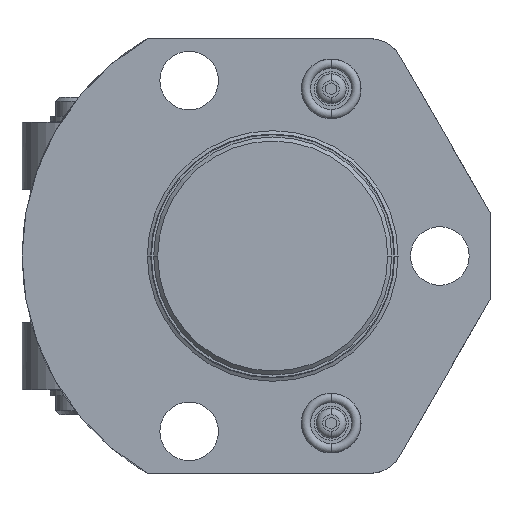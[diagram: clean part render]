
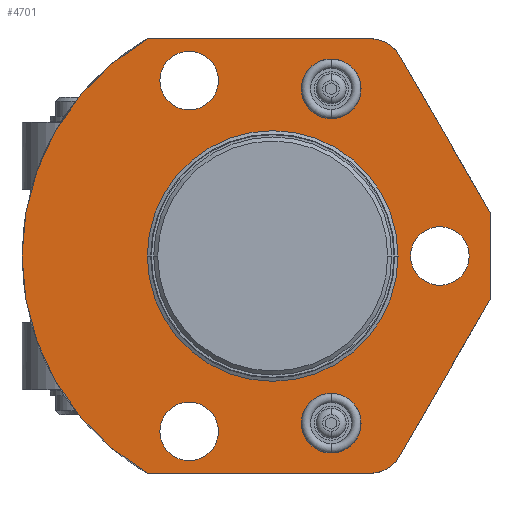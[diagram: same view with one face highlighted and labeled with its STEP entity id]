
A CAD part, front view. The second image highlights one B-rep face of the part: STEP entity #4701.
In plain terms, the highlighted planar face has unit normal (0, -1, 0).
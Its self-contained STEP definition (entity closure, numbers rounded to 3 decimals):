
#64=CARTESIAN_POINT('',(0.,0.,0.));
#65=DIRECTION('',(0.,-1.,0.));
#66=DIRECTION('',(-0.499,0.,0.867));
#67=AXIS2_PLACEMENT_3D('',#64,#65,#66);
#280=CARTESIAN_POINT('',(0.,0.,0.));
#281=DIRECTION('',(0.,1.,0.));
#282=DIRECTION('',(1.,0.,0.));
#283=AXIS2_PLACEMENT_3D('',#280,#281,#282);
#285=CARTESIAN_POINT('',(0.,0.,0.));
#286=DIRECTION('',(0.,1.,0.));
#287=DIRECTION('',(-1.,0.,0.));
#288=AXIS2_PLACEMENT_3D('',#285,#286,#287);
#290=CARTESIAN_POINT('',(31.75,0.,0.));
#291=DIRECTION('',(0.,-1.,0.));
#292=DIRECTION('',(1.,0.,0.));
#293=AXIS2_PLACEMENT_3D('',#290,#291,#292);
#295=CARTESIAN_POINT('',(31.75,0.,0.));
#296=DIRECTION('',(0.,-1.,0.));
#297=DIRECTION('',(-1.,0.,0.));
#298=AXIS2_PLACEMENT_3D('',#295,#296,#297);
#300=CARTESIAN_POINT('',(-15.875,0.,33.325));
#301=DIRECTION('',(0.,-1.,0.));
#302=DIRECTION('',(1.,0.,0.));
#303=AXIS2_PLACEMENT_3D('',#300,#301,#302);
#305=CARTESIAN_POINT('',(-15.875,0.,33.325));
#306=DIRECTION('',(0.,-1.,0.));
#307=DIRECTION('',(-1.,0.,0.));
#308=AXIS2_PLACEMENT_3D('',#305,#306,#307);
#310=CARTESIAN_POINT('',(-15.875,0.,-33.325));
#311=DIRECTION('',(0.,-1.,0.));
#312=DIRECTION('',(1.,0.,0.));
#313=AXIS2_PLACEMENT_3D('',#310,#311,#312);
#315=CARTESIAN_POINT('',(-15.875,0.,-33.325));
#316=DIRECTION('',(0.,-1.,0.));
#317=DIRECTION('',(-1.,0.,0.));
#318=AXIS2_PLACEMENT_3D('',#315,#316,#317);
#320=CARTESIAN_POINT('',(11.1,0.,-31.75));
#321=DIRECTION('',(0.,-1.,0.));
#322=DIRECTION('',(-1.,0.,0.));
#323=AXIS2_PLACEMENT_3D('',#320,#321,#322);
#325=CARTESIAN_POINT('',(11.1,0.,-31.75));
#326=DIRECTION('',(0.,-1.,0.));
#327=DIRECTION('',(1.,0.,0.));
#328=AXIS2_PLACEMENT_3D('',#325,#326,#327);
#330=CARTESIAN_POINT('',(11.1,0.,31.75));
#331=DIRECTION('',(0.,-1.,0.));
#332=DIRECTION('',(-1.,0.,0.));
#333=AXIS2_PLACEMENT_3D('',#330,#331,#332);
#335=CARTESIAN_POINT('',(11.1,0.,31.75));
#336=DIRECTION('',(0.,-1.,0.));
#337=DIRECTION('',(1.,0.,0.));
#338=AXIS2_PLACEMENT_3D('',#335,#336,#337);
#340=DIRECTION('',(-0.5,0.,0.866));
#341=VECTOR('',#340,34.434);
#342=CARTESIAN_POINT('',(41.275,0.,8.279));
#343=LINE('',#342,#341);
#344=DIRECTION('',(0.,0.,1.));
#345=VECTOR('',#344,16.559);
#346=CARTESIAN_POINT('',(41.275,0.,-8.279));
#347=LINE('',#346,#345);
#348=DIRECTION('',(0.5,0.,0.866));
#349=VECTOR('',#348,34.434);
#350=CARTESIAN_POINT('',(24.058,0.,-38.1));
#351=LINE('',#350,#349);
#352=DIRECTION('',(1.,0.,0.));
#353=VECTOR('',#352,42.318);
#354=CARTESIAN_POINT('',(-23.76,0.,-41.275));
#355=LINE('',#354,#353);
#356=DIRECTION('',(1.,0.,0.));
#357=VECTOR('',#356,42.318);
#358=CARTESIAN_POINT('',(-23.76,0.,41.275));
#359=LINE('',#358,#357);
#808=CARTESIAN_POINT('',(18.559,0.,-34.925));
#809=DIRECTION('',(0.,-1.,0.));
#810=DIRECTION('',(0.,0.,-1.));
#811=AXIS2_PLACEMENT_3D('',#808,#809,#810);
#2138=CARTESIAN_POINT('',(18.559,0.,34.925));
#2139=DIRECTION('',(0.,-1.,0.));
#2140=DIRECTION('',(0.866,0.,0.5));
#2141=AXIS2_PLACEMENT_3D('',#2138,#2139,#2140);
#3476=CARTESIAN_POINT('',(-23.76,0.,41.275));
#3477=CARTESIAN_POINT('',(-23.76,0.,-41.275));
#3478=VERTEX_POINT('',#3476);
#3479=VERTEX_POINT('',#3477);
#3480=CARTESIAN_POINT('',(41.275,0.,-8.279));
#3481=CARTESIAN_POINT('',(41.275,0.,8.279));
#3482=VERTEX_POINT('',#3480);
#3483=VERTEX_POINT('',#3481);
#3484=CARTESIAN_POINT('',(37.313,0.,0.));
#3485=CARTESIAN_POINT('',(26.188,0.,0.));
#3486=VERTEX_POINT('',#3484);
#3487=VERTEX_POINT('',#3485);
#3496=CARTESIAN_POINT('',(-10.313,0.,-33.325));
#3497=CARTESIAN_POINT('',(-21.438,0.,-33.325));
#3498=VERTEX_POINT('',#3496);
#3499=VERTEX_POINT('',#3497);
#3504=CARTESIAN_POINT('',(-10.313,0.,33.325));
#3505=CARTESIAN_POINT('',(-21.438,0.,33.325));
#3506=VERTEX_POINT('',#3504);
#3507=VERTEX_POINT('',#3505);
#3586=CARTESIAN_POINT('',(5.429,0.,-31.75));
#3587=CARTESIAN_POINT('',(16.771,0.,-31.75));
#3588=VERTEX_POINT('',#3586);
#3589=VERTEX_POINT('',#3587);
#3602=CARTESIAN_POINT('',(5.429,0.,31.75));
#3603=CARTESIAN_POINT('',(16.771,0.,31.75));
#3604=VERTEX_POINT('',#3602);
#3605=VERTEX_POINT('',#3603);
#3606=CARTESIAN_POINT('',(24.058,0.,38.1));
#3607=CARTESIAN_POINT('',(18.559,0.,41.275));
#3608=VERTEX_POINT('',#3606);
#3609=VERTEX_POINT('',#3607);
#3610=CARTESIAN_POINT('',(18.559,0.,-41.275));
#3611=CARTESIAN_POINT('',(24.058,0.,-38.1));
#3612=VERTEX_POINT('',#3610);
#3613=VERTEX_POINT('',#3611);
#3618=CARTESIAN_POINT('',(22.606,0.,0.));
#3619=CARTESIAN_POINT('',(-22.606,0.,0.));
#3620=VERTEX_POINT('',#3618);
#3621=VERTEX_POINT('',#3619);
#4645=CARTESIAN_POINT('',(0.,0.,0.));
#4646=DIRECTION('',(0.,-1.,0.));
#4647=DIRECTION('',(1.,0.,0.));
#4648=AXIS2_PLACEMENT_3D('',#4645,#4646,#4647);
#4649=PLANE('',#4648);
#4651=ORIENTED_EDGE('',*,*,#4650,.F.);
#4653=ORIENTED_EDGE('',*,*,#4652,.F.);
#4655=ORIENTED_EDGE('',*,*,#4654,.F.);
#4657=ORIENTED_EDGE('',*,*,#4656,.F.);
#4659=ORIENTED_EDGE('',*,*,#4658,.F.);
#4661=ORIENTED_EDGE('',*,*,#4660,.F.);
#4662=ORIENTED_EDGE('',*,*,#4447,.F.);
#4664=ORIENTED_EDGE('',*,*,#4663,.T.);
#4665=EDGE_LOOP('',(#4651,#4653,#4655,#4657,#4659,#4661,#4662,#4664));
#4666=FACE_OUTER_BOUND('',#4665,.F.);
#4668=ORIENTED_EDGE('',*,*,#4667,.T.);
#4670=ORIENTED_EDGE('',*,*,#4669,.T.);
#4671=EDGE_LOOP('',(#4668,#4670));
#4672=FACE_BOUND('',#4671,.F.);
#4673=ORIENTED_EDGE('',*,*,#4627,.T.);
#4674=ORIENTED_EDGE('',*,*,#4638,.T.);
#4675=EDGE_LOOP('',(#4673,#4674));
#4676=FACE_BOUND('',#4675,.F.);
#4678=ORIENTED_EDGE('',*,*,#4677,.T.);
#4680=ORIENTED_EDGE('',*,*,#4679,.T.);
#4681=EDGE_LOOP('',(#4678,#4680));
#4682=FACE_BOUND('',#4681,.F.);
#4684=ORIENTED_EDGE('',*,*,#4683,.T.);
#4686=ORIENTED_EDGE('',*,*,#4685,.T.);
#4687=EDGE_LOOP('',(#4684,#4686));
#4688=FACE_BOUND('',#4687,.F.);
#4690=ORIENTED_EDGE('',*,*,#4689,.T.);
#4692=ORIENTED_EDGE('',*,*,#4691,.T.);
#4693=EDGE_LOOP('',(#4690,#4692));
#4694=FACE_BOUND('',#4693,.F.);
#4696=ORIENTED_EDGE('',*,*,#4695,.F.);
#4698=ORIENTED_EDGE('',*,*,#4697,.F.);
#4699=EDGE_LOOP('',(#4696,#4698));
#4700=FACE_BOUND('',#4699,.F.);
#68=CIRCLE('',#67,47.625);
#284=CIRCLE('',#283,22.606);
#289=CIRCLE('',#288,22.606);
#294=CIRCLE('',#293,5.563);
#299=CIRCLE('',#298,5.563);
#304=CIRCLE('',#303,5.563);
#309=CIRCLE('',#308,5.563);
#314=CIRCLE('',#313,5.563);
#319=CIRCLE('',#318,5.563);
#324=CIRCLE('',#323,5.671);
#329=CIRCLE('',#328,5.671);
#334=CIRCLE('',#333,5.671);
#339=CIRCLE('',#338,5.671);
#812=CIRCLE('',#811,6.35);
#2142=CIRCLE('',#2141,6.35);
#4447=EDGE_CURVE('',#3478,#3479,#68,.T.);
#4627=EDGE_CURVE('',#3506,#3507,#304,.T.);
#4638=EDGE_CURVE('',#3507,#3506,#309,.T.);
#4650=EDGE_CURVE('',#3608,#3609,#2142,.T.);
#4652=EDGE_CURVE('',#3483,#3608,#343,.T.);
#4654=EDGE_CURVE('',#3482,#3483,#347,.T.);
#4656=EDGE_CURVE('',#3613,#3482,#351,.T.);
#4658=EDGE_CURVE('',#3612,#3613,#812,.T.);
#4660=EDGE_CURVE('',#3479,#3612,#355,.T.);
#4663=EDGE_CURVE('',#3478,#3609,#359,.T.);
#4667=EDGE_CURVE('',#3486,#3487,#294,.T.);
#4669=EDGE_CURVE('',#3487,#3486,#299,.T.);
#4677=EDGE_CURVE('',#3498,#3499,#314,.T.);
#4679=EDGE_CURVE('',#3499,#3498,#319,.T.);
#4683=EDGE_CURVE('',#3588,#3589,#324,.T.);
#4685=EDGE_CURVE('',#3589,#3588,#329,.T.);
#4689=EDGE_CURVE('',#3604,#3605,#334,.T.);
#4691=EDGE_CURVE('',#3605,#3604,#339,.T.);
#4695=EDGE_CURVE('',#3620,#3621,#284,.T.);
#4697=EDGE_CURVE('',#3621,#3620,#289,.T.);
#4701=ADVANCED_FACE('',(#4666,#4672,#4676,#4682,#4688,#4694,#4700),#4649,.T.);
